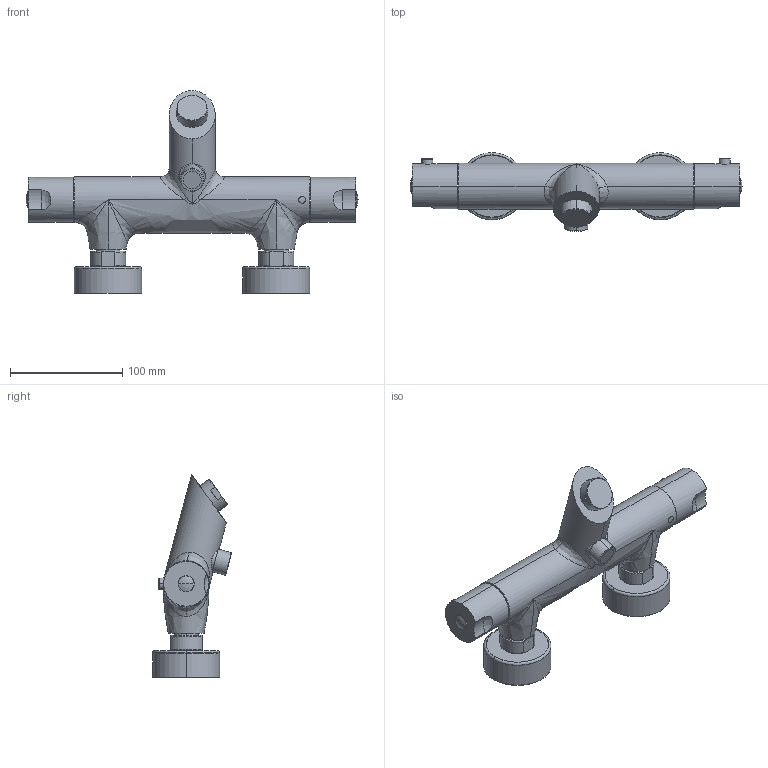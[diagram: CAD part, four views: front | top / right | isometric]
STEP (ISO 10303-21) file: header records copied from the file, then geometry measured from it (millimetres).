
FILE_DESCRIPTION((''),'2;1');
FILE_NAME('BIT022_SW0001','2012-06-18T',('Stefano'),(''),'PRO/ENGINEER BY PARAMETRIC TECHNOLOGY CORPORATION, 2011190','PRO/ENGINEER BY PARAMETRIC TECHNOLOGY CORPORATION, 2011190','');
FILE_SCHEMA(('CONFIG_CONTROL_DESIGN'));
Length unit declared in the file: millimetre
Products named in the file (1): BIT022_SW0001
Bounding box: 295.95 x 70.4 x 180.86 mm (x, y, z)
Volume: 266598.5 mm3; surface area: 178314.7 mm2
Topology: 3 solids, 3 shells, 644 faces, 1467 edges, 899 vertices
Faces by surface type: plane 288, cylinder 228, cone 54, torus 38, bspline 28, extrusion 4, sphere 4
Entity records: 23211 total; most frequent: CARTESIAN_POINT 8828, DIRECTION 3040, ORIENTED_EDGE 2918, EDGE_CURVE 1459, AXIS2_PLACEMENT_3D 1202, VERTEX_POINT 899, EDGE_LOOP 728, FACE_OUTER_BOUND 644
